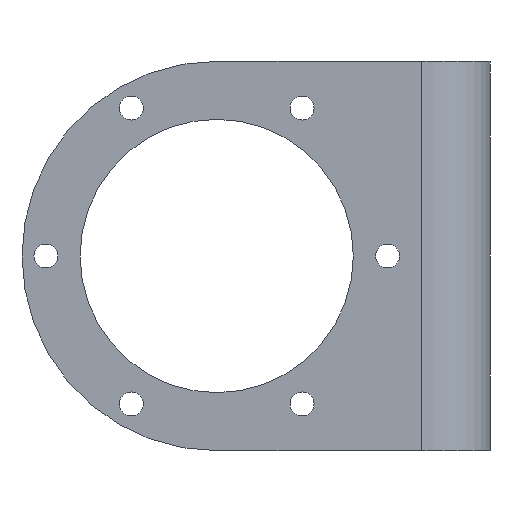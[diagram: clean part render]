
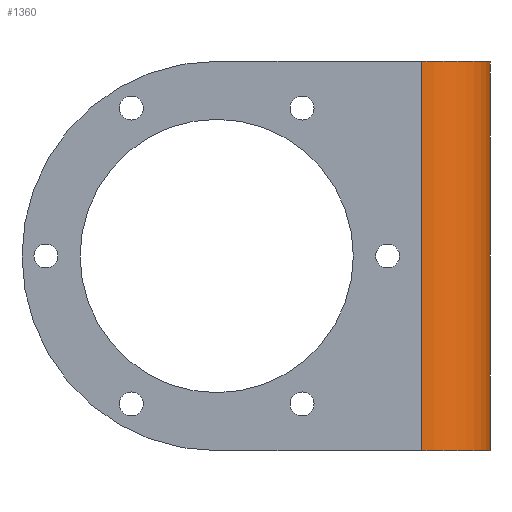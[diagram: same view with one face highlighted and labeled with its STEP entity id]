
A CAD part, left-side view. The second image highlights one B-rep face of the part: STEP entity #1360.
In plain terms, the highlighted cylindrical face has radius 10 mm (diameter 20 mm), a partial arc.
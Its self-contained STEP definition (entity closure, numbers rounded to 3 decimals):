
#2 = LINE ( 'NONE', #1240, #712 ) ;
#196 = VERTEX_POINT ( 'NONE', #1417 ) ;
#328 = DIRECTION ( 'NONE',  ( 0., 0., 1. ) ) ;
#332 = CIRCLE ( 'NONE', #1774, 10. ) ;
#347 = DIRECTION ( 'NONE',  ( -1., 0., 0. ) ) ;
#356 = CARTESIAN_POINT ( 'NONE',  ( -100., 10., 0. ) ) ;
#369 = FACE_OUTER_BOUND ( 'NONE', #1286, .T. ) ;
#373 = DIRECTION ( 'NONE',  ( 0., 0., 1. ) ) ;
#505 = CARTESIAN_POINT ( 'NONE',  ( -110., 10., -28.5 ) ) ;
#659 = DIRECTION ( 'NONE',  ( 1., 0., 0. ) ) ;
#700 = VERTEX_POINT ( 'NONE', #934 ) ;
#712 = VECTOR ( 'NONE', #1704, 1000. ) ;
#721 = ORIENTED_EDGE ( 'NONE', *, *, #1312, .F. ) ;
#728 = VERTEX_POINT ( 'NONE', #775 ) ;
#739 = EDGE_CURVE ( 'NONE', #1705, #196, #1111, .T. ) ;
#775 = CARTESIAN_POINT ( 'NONE',  ( -100., 0., -28.5 ) ) ;
#841 = EDGE_CURVE ( 'NONE', #700, #728, #2, .T. ) ;
#859 = ORIENTED_EDGE ( 'NONE', *, *, #739, .F. ) ;
#924 = EDGE_CURVE ( 'NONE', #728, #1705, #332, .T. ) ;
#934 = CARTESIAN_POINT ( 'NONE',  ( -100., 0., 28.5 ) ) ;
#957 = CARTESIAN_POINT ( 'NONE',  ( -110., 10., 0. ) ) ;
#967 = DIRECTION ( 'NONE',  ( 0., 0., 1. ) ) ;
#1006 = AXIS2_PLACEMENT_3D ( 'NONE', #356, #967, #659 ) ;
#1111 = LINE ( 'NONE', #957, #1548 ) ;
#1114 = CYLINDRICAL_SURFACE ( 'NONE', #1006, 10. ) ;
#1124 = ORIENTED_EDGE ( 'NONE', *, *, #924, .F. ) ;
#1240 = CARTESIAN_POINT ( 'NONE',  ( -100., 0., 0. ) ) ;
#1286 = EDGE_LOOP ( 'NONE', ( #1124, #1455, #721, #859 ) ) ;
#1312 = EDGE_CURVE ( 'NONE', #196, #700, #1617, .T. ) ;
#1360 = ADVANCED_FACE ( 'NONE', ( #369 ), #1114, .T. ) ;
#1417 = CARTESIAN_POINT ( 'NONE',  ( -110., 10., 28.5 ) ) ;
#1455 = ORIENTED_EDGE ( 'NONE', *, *, #841, .F. ) ;
#1548 = VECTOR ( 'NONE', #373, 1000. ) ;
#1617 = CIRCLE ( 'NONE', #1715, 10. ) ;
#1651 = CARTESIAN_POINT ( 'NONE',  ( -100., 10., -28.5 ) ) ;
#1704 = DIRECTION ( 'NONE',  ( 0., 0., -1. ) ) ;
#1705 = VERTEX_POINT ( 'NONE', #505 ) ;
#1715 = AXIS2_PLACEMENT_3D ( 'NONE', #1726, #328, #347 ) ;
#1726 = CARTESIAN_POINT ( 'NONE',  ( -100., 10., 28.5 ) ) ;
#1774 = AXIS2_PLACEMENT_3D ( 'NONE', #1651, #1955, #1820 ) ;
#1820 = DIRECTION ( 'NONE',  ( 1., 0., 0. ) ) ;
#1955 = DIRECTION ( 'NONE',  ( 0., 0., -1. ) ) ;
